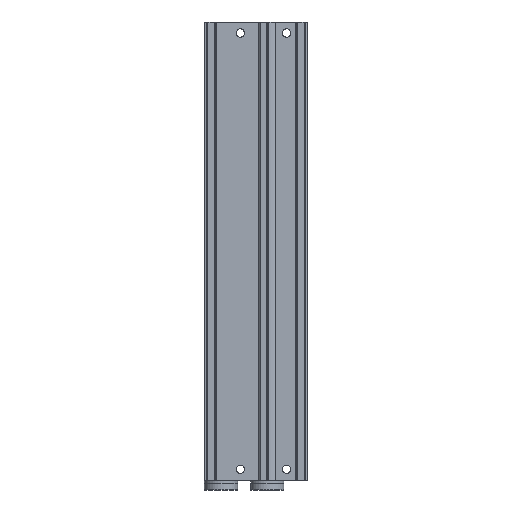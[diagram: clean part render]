
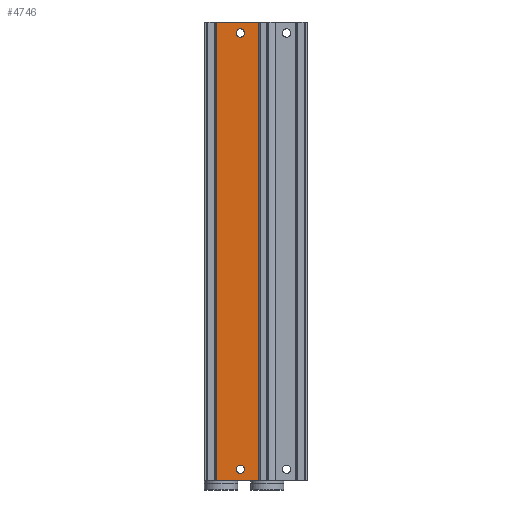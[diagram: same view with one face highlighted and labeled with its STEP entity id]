
A CAD part, front view. The second image highlights one B-rep face of the part: STEP entity #4746.
In plain terms, the highlighted planar face has unit normal (0, -1, 0).
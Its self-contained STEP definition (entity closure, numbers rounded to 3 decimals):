
#259=PLANE('',#5125);
#396=CIRCLE('',#5126,2.25);
#397=CIRCLE('',#5127,2.25);
#773=ORIENTED_EDGE('',*,*,#1967,.F.);
#774=ORIENTED_EDGE('',*,*,#1968,.F.);
#775=ORIENTED_EDGE('',*,*,#1969,.F.);
#776=ORIENTED_EDGE('',*,*,#1966,.F.);
#777=ORIENTED_EDGE('',*,*,#1970,.T.);
#778=ORIENTED_EDGE('',*,*,#1971,.T.);
#1966=EDGE_CURVE('',#2558,#2557,#3007,.T.);
#1967=EDGE_CURVE('',#2559,#2559,#396,.T.);
#1968=EDGE_CURVE('',#2560,#2560,#397,.T.);
#1969=EDGE_CURVE('',#2557,#2561,#3008,.T.);
#1970=EDGE_CURVE('',#2558,#2562,#3009,.T.);
#1971=EDGE_CURVE('',#2562,#2561,#3010,.T.);
#2557=VERTEX_POINT('',#7834);
#2558=VERTEX_POINT('',#7836);
#2559=VERTEX_POINT('',#7840);
#2560=VERTEX_POINT('',#7842);
#2561=VERTEX_POINT('',#7844);
#2562=VERTEX_POINT('',#7846);
#3007=LINE('',#7837,#3292);
#3008=LINE('',#7843,#3293);
#3009=LINE('',#7845,#3294);
#3010=LINE('',#7847,#3295);
#3292=VECTOR('',#5816,1000.);
#3293=VECTOR('',#5823,1000.);
#3294=VECTOR('',#5824,1000.);
#3295=VECTOR('',#5825,1000.);
#3583=EDGE_LOOP('',(#773));
#3584=EDGE_LOOP('',(#774));
#3585=EDGE_LOOP('',(#775,#776,#777,#778));
#4108=FACE_BOUND('',#3583,.T.);
#4109=FACE_BOUND('',#3584,.T.);
#4110=FACE_BOUND('',#3585,.T.);
#4746=ADVANCED_FACE('',(#4108,#4109,#4110),#259,.T.);
#5125=AXIS2_PLACEMENT_3D('',#7838,#5817,#5818);
#5126=AXIS2_PLACEMENT_3D('',#7839,#5819,#5820);
#5127=AXIS2_PLACEMENT_3D('',#7841,#5821,#5822);
#5816=DIRECTION('',(0.,0.,1.));
#5817=DIRECTION('',(0.,-1.,0.));
#5818=DIRECTION('',(0.,0.,-1.));
#5819=DIRECTION('',(0.,-1.,0.));
#5820=DIRECTION('',(0.,0.,-1.));
#5821=DIRECTION('',(0.,-1.,0.));
#5822=DIRECTION('',(0.,0.,-1.));
#5823=DIRECTION('',(1.,0.,0.));
#5824=DIRECTION('',(1.,0.,0.));
#5825=DIRECTION('',(0.,0.,1.));
#7834=CARTESIAN_POINT('',(-27.6,6.5,0.));
#7836=CARTESIAN_POINT('',(-27.6,6.5,-248.));
#7837=CARTESIAN_POINT('',(-27.6,6.5,-248.));
#7838=CARTESIAN_POINT('',(-27.6,6.5,-248.));
#7839=CARTESIAN_POINT('',(-14.5,6.5,-242.));
#7840=CARTESIAN_POINT('',(-14.5,6.5,-244.25));
#7841=CARTESIAN_POINT('',(-14.5,6.5,-6.));
#7842=CARTESIAN_POINT('',(-14.5,6.5,-8.25));
#7843=CARTESIAN_POINT('',(-27.6,6.5,0.));
#7844=CARTESIAN_POINT('',(-4.75,6.5,0.));
#7845=CARTESIAN_POINT('',(-27.6,6.5,-248.));
#7846=CARTESIAN_POINT('',(-4.75,6.5,-248.));
#7847=CARTESIAN_POINT('',(-4.75,6.5,-248.));
